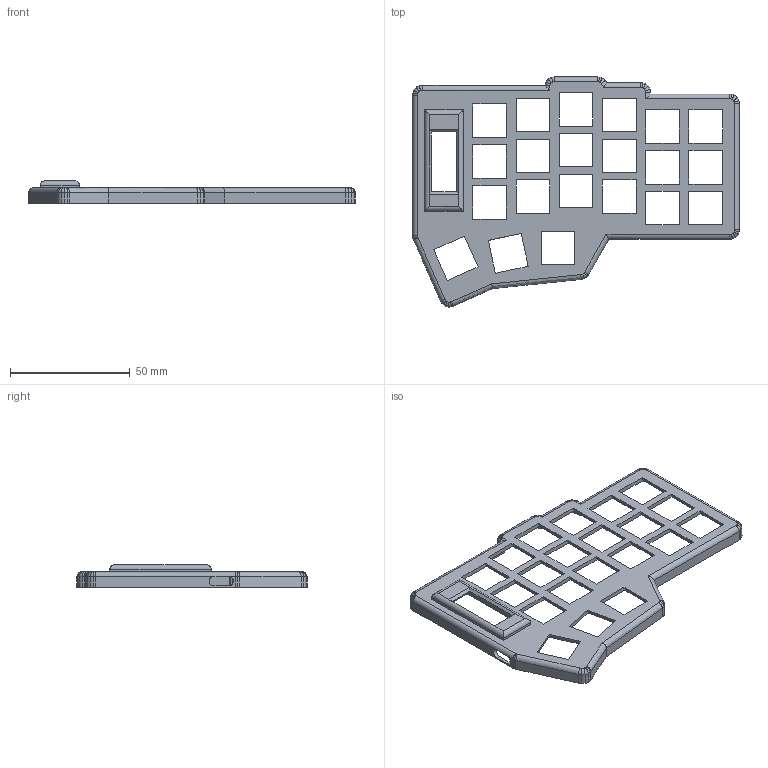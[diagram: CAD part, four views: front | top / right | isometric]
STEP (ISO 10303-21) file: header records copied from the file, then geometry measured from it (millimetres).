
FILE_DESCRIPTION(/* description */ (''),/* implementation_level */ '2;1');
FILE_NAME(/* name */ 'final_choccorneV4_top_right.step',/* time_stamp */ '2024-07-19T09:12:39-05:00',/* author */ (''),/* organization */ (''),/* preprocessor_version */ 'ST-DEVELOPER v20',/* originating_system */ 'Autodesk Translation Framework v13.14.0.145',/* authorisation */ '');
FILE_SCHEMA (('AUTOMOTIVE_DESIGN { 1 0 10303 214 3 1 1 }'));
Length unit declared in the file: millimetre
Products named in the file (1): choccorneV4 (v4~recovered)
Bounding box: 136.15 x 95.89 x 9.4 mm (x, y, z)
Volume: 12812.3 mm3; surface area: 18668.7 mm2
Topology: 1 solids, 1 shells, 360 faces, 1005 edges, 648 vertices
Faces by surface type: plane 199, bspline 144, cylinder 17
Entity records: 15655 total; most frequent: CARTESIAN_POINT 7250, ORIENTED_EDGE 2010, DIRECTION 1210, EDGE_CURVE 1005, LINE 694, VECTOR 694, VERTEX_POINT 648, EDGE_LOOP 409
